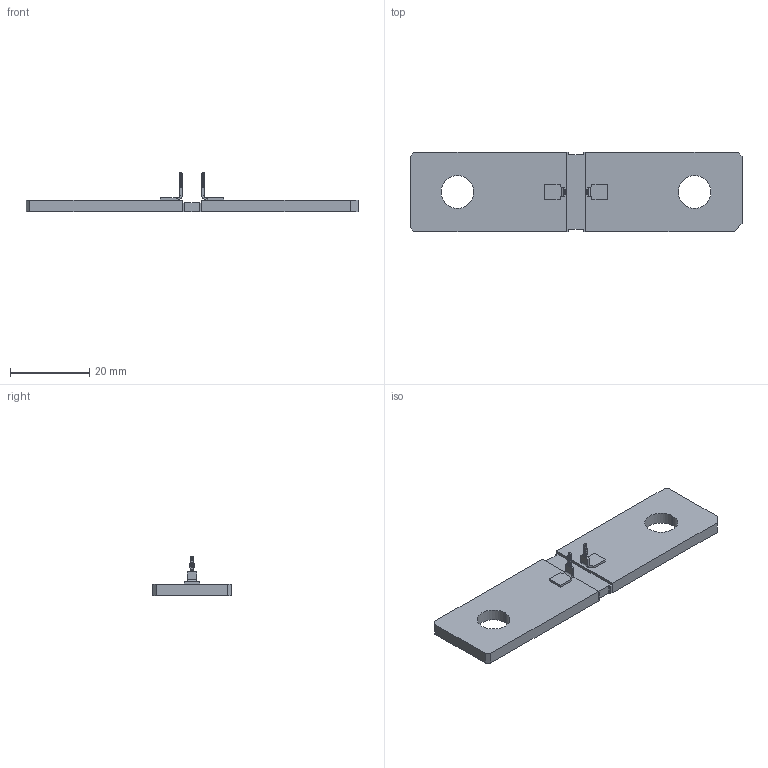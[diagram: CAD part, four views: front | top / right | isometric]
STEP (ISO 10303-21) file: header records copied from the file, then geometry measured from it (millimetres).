
FILE_DESCRIPTION (( 'STEP AP203' ), '1' );
FILE_NAME ('BAU-M-R00005-5.0 mit Aufschweißpins- Z-YM-X364.STEP', '2020-09-03T05:13:08', ( '' ), ( '' ), 'SwSTEP 2.0', 'SolidWorks 2020', '' );
FILE_SCHEMA (( 'CONFIG_CONTROL_DESIGN' ));
Length unit declared in the file: millimetre
Products named in the file (5): BAU-M-R00005-5.0 - 02 - Z-YM-X364_BAS-M-R0001-E; Elopin; BAU-M-R00005-5.0 - 03 - Z-YM-X364_BAS-M-R0001-E; BAU-M-R00005-5.0 - 01 - Z-YM-X364_BAS-M-R0001-E; BAU-M-R00005-5.0 mit Aufschweißpins- Z-YM-X364
Assembly tree (5 placements, depth 2):
  BAU-M-R00005-5.0 mit Aufschweißpins- Z-YM-X364
    BAU-M-R00005-5.0 - 01 - Z-YM-X364_BAS-M-R0001-E
    BAU-M-R00005-5.0 - 02 - Z-YM-X364_BAS-M-R0001-E
    BAU-M-R00005-5.0 - 03 - Z-YM-X364_BAS-M-R0001-E
    Elopin  x2
Bounding box: 84 x 20 x 10.05 mm (x, y, z)
Volume: 4621.9 mm3; surface area: 4320.9 mm2
Topology: 7 solids, 7 shells, 272 faces, 696 edges, 438 vertices
Faces by surface type: plane 122, cylinder 106, bspline 44
Entity records: 5572 total; most frequent: CARTESIAN_POINT 1280, ORIENTED_EDGE 804, DIRECTION 773, EDGE_CURVE 402, AXIS2_PLACEMENT_3D 264, VERTEX_POINT 255, LINE 245, VECTOR 245
